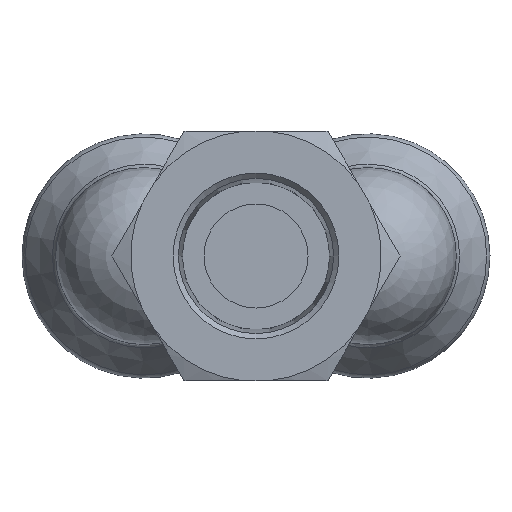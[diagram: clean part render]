
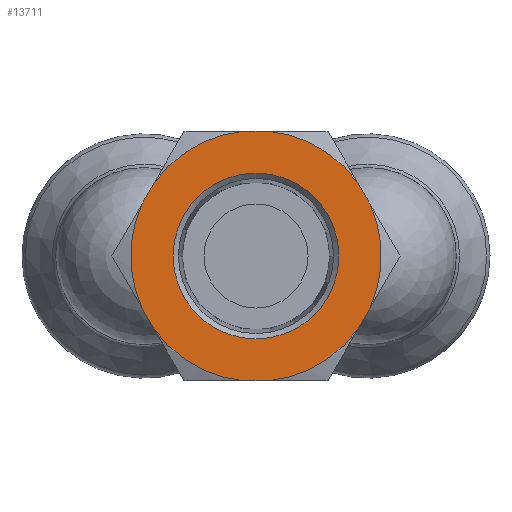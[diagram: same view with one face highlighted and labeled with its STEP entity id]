
A CAD part, front view. The second image highlights one B-rep face of the part: STEP entity #13711.
In plain terms, the highlighted face is planar.
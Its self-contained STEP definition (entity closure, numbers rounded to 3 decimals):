
#13567=CARTESIAN_POINT('',(-31.45,7.975,0.));
#13568=VERTEX_POINT('',#13567);
#13569=CARTESIAN_POINT('',(-31.45,0.,0.0));
#13570=DIRECTION('',(-1.0,0.0,0.0));
#13571=DIRECTION('',(0.0,-1.0,0.0));
#13572=AXIS2_PLACEMENT_3D('',#13569,#13570,#13571);
#13573=CIRCLE('',#13572,7.975);
#13574=EDGE_CURVE('',#13568,#13568,#13573,.T.);
#13599=CARTESIAN_POINT('',(-31.45,6.0,0.0));
#13600=DIRECTION('',(-1.0,0.0,0.0));
#13601=DIRECTION('',(0.0,0.0,1.0));
#13602=AXIS2_PLACEMENT_3D('',#13599,#13600,#13601);
#13603=PLANE('',#13602);
#13604=CARTESIAN_POINT('',(-31.45,10.975,4.991));
#13605=VERTEX_POINT('',#13604);
#13606=CARTESIAN_POINT('',(-31.45,10.975,-4.991));
#13607=VERTEX_POINT('',#13606);
#13608=CARTESIAN_POINT('',(-31.45,0.,0.0));
#13609=DIRECTION('',(-1.0,0.0,0.0));
#13610=DIRECTION('',(0.0,1.0,0.0));
#13611=AXIS2_PLACEMENT_3D('',#13608,#13609,#13610);
#13612=CIRCLE('',#13611,12.056);
#13613=EDGE_CURVE('',#13605,#13607,#13612,.T.);
#13614=ORIENTED_EDGE('',*,*,#13613,.T.);
#13615=CARTESIAN_POINT('',(-31.45,9.81,-7.009));
#13616=VERTEX_POINT('',#13615);
#13617=CARTESIAN_POINT('',(-31.45,9.81,-7.009));
#13618=DIRECTION('',(0.0,0.5,0.866));
#13619=VECTOR('',#13618,2.33);
#13620=LINE('',#13617,#13619);
#13621=EDGE_CURVE('',#13616,#13607,#13620,.T.);
#13622=ORIENTED_EDGE('',*,*,#13621,.F.);
#13623=CARTESIAN_POINT('',(-31.45,1.165,-12.));
#13624=VERTEX_POINT('',#13623);
#13625=CARTESIAN_POINT('',(-31.45,0.,0.0));
#13626=DIRECTION('',(-1.0,0.0,0.0));
#13627=DIRECTION('',(0.0,1.0,0.0));
#13628=AXIS2_PLACEMENT_3D('',#13625,#13626,#13627);
#13629=CIRCLE('',#13628,12.056);
#13630=EDGE_CURVE('',#13616,#13624,#13629,.T.);
#13631=ORIENTED_EDGE('',*,*,#13630,.T.);
#13632=CARTESIAN_POINT('',(-31.45,-1.165,-12.));
#13633=VERTEX_POINT('',#13632);
#13634=CARTESIAN_POINT('',(-31.45,-1.165,-12.));
#13635=DIRECTION('',(0.0,1.0,0.0));
#13636=VECTOR('',#13635,2.33);
#13637=LINE('',#13634,#13636);
#13638=EDGE_CURVE('',#13633,#13624,#13637,.T.);
#13639=ORIENTED_EDGE('',*,*,#13638,.F.);
#13640=CARTESIAN_POINT('',(-31.45,-9.81,-7.009));
#13641=VERTEX_POINT('',#13640);
#13642=CARTESIAN_POINT('',(-31.45,0.,0.0));
#13643=DIRECTION('',(-1.0,0.0,0.0));
#13644=DIRECTION('',(0.0,1.0,0.0));
#13645=AXIS2_PLACEMENT_3D('',#13642,#13643,#13644);
#13646=CIRCLE('',#13645,12.056);
#13647=EDGE_CURVE('',#13633,#13641,#13646,.T.);
#13648=ORIENTED_EDGE('',*,*,#13647,.T.);
#13649=CARTESIAN_POINT('',(-31.45,-10.975,-4.991));
#13650=VERTEX_POINT('',#13649);
#13651=CARTESIAN_POINT('',(-31.45,-10.975,-4.991));
#13652=DIRECTION('',(0.0,0.5,-0.866));
#13653=VECTOR('',#13652,2.33);
#13654=LINE('',#13651,#13653);
#13655=EDGE_CURVE('',#13650,#13641,#13654,.T.);
#13656=ORIENTED_EDGE('',*,*,#13655,.F.);
#13657=CARTESIAN_POINT('',(-31.45,-10.975,4.991));
#13658=VERTEX_POINT('',#13657);
#13659=CARTESIAN_POINT('',(-31.45,0.,0.0));
#13660=DIRECTION('',(-1.0,0.0,0.0));
#13661=DIRECTION('',(0.0,1.0,0.0));
#13662=AXIS2_PLACEMENT_3D('',#13659,#13660,#13661);
#13663=CIRCLE('',#13662,12.056);
#13664=EDGE_CURVE('',#13650,#13658,#13663,.T.);
#13665=ORIENTED_EDGE('',*,*,#13664,.T.);
#13666=CARTESIAN_POINT('',(-31.45,-9.81,7.009));
#13667=VERTEX_POINT('',#13666);
#13668=CARTESIAN_POINT('',(-31.45,-9.81,7.009));
#13669=DIRECTION('',(0.0,-0.5,-0.866));
#13670=VECTOR('',#13669,2.33);
#13671=LINE('',#13668,#13670);
#13672=EDGE_CURVE('',#13667,#13658,#13671,.T.);
#13673=ORIENTED_EDGE('',*,*,#13672,.F.);
#13674=CARTESIAN_POINT('',(-31.45,-1.165,12.));
#13675=VERTEX_POINT('',#13674);
#13676=CARTESIAN_POINT('',(-31.45,0.,0.0));
#13677=DIRECTION('',(-1.0,0.0,0.0));
#13678=DIRECTION('',(0.0,1.0,0.0));
#13679=AXIS2_PLACEMENT_3D('',#13676,#13677,#13678);
#13680=CIRCLE('',#13679,12.056);
#13681=EDGE_CURVE('',#13667,#13675,#13680,.T.);
#13682=ORIENTED_EDGE('',*,*,#13681,.T.);
#13683=CARTESIAN_POINT('',(-31.45,1.165,12.));
#13684=VERTEX_POINT('',#13683);
#13685=CARTESIAN_POINT('',(-31.45,1.165,12.));
#13686=DIRECTION('',(0.0,-1.0,0.0));
#13687=VECTOR('',#13686,2.33);
#13688=LINE('',#13685,#13687);
#13689=EDGE_CURVE('',#13684,#13675,#13688,.T.);
#13690=ORIENTED_EDGE('',*,*,#13689,.F.);
#13691=CARTESIAN_POINT('',(-31.45,9.81,7.009));
#13692=VERTEX_POINT('',#13691);
#13693=CARTESIAN_POINT('',(-31.45,0.,0.0));
#13694=DIRECTION('',(-1.0,0.0,0.0));
#13695=DIRECTION('',(0.0,1.0,0.0));
#13696=AXIS2_PLACEMENT_3D('',#13693,#13694,#13695);
#13697=CIRCLE('',#13696,12.056);
#13698=EDGE_CURVE('',#13684,#13692,#13697,.T.);
#13699=ORIENTED_EDGE('',*,*,#13698,.T.);
#13700=CARTESIAN_POINT('',(-31.45,10.975,4.991));
#13701=DIRECTION('',(0.0,-0.5,0.866));
#13702=VECTOR('',#13701,2.33);
#13703=LINE('',#13700,#13702);
#13704=EDGE_CURVE('',#13605,#13692,#13703,.T.);
#13705=ORIENTED_EDGE('',*,*,#13704,.F.);
#13706=EDGE_LOOP('',(#13614,#13622,#13631,#13639,#13648,#13656,#13665,#13673,#13682,#13690,#13699,#13705));
#13707=FACE_OUTER_BOUND('',#13706,.T.);
#13708=ORIENTED_EDGE('',*,*,#13574,.F.);
#13709=EDGE_LOOP('',(#13708));
#13710=FACE_BOUND('',#13709,.T.);
#13711=ADVANCED_FACE('',(#13707,#13710),#13603,.T.);
